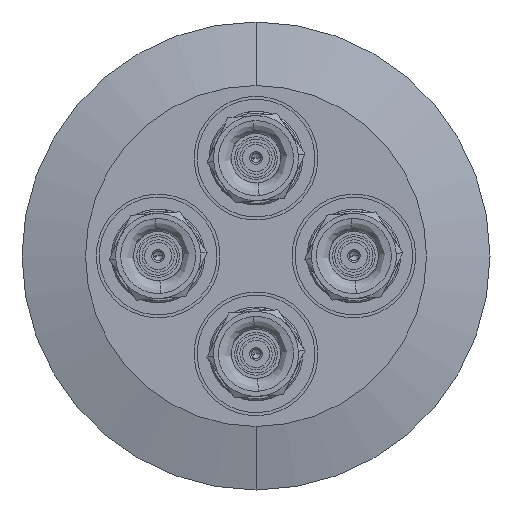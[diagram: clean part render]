
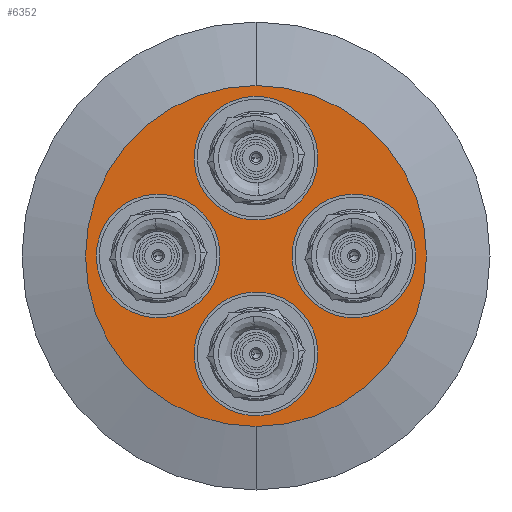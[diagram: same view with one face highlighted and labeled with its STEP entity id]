
A CAD part, front view. The second image highlights one B-rep face of the part: STEP entity #6352.
In plain terms, the highlighted face is planar.
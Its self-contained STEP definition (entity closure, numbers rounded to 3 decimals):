
#112 = CIRCLE ( 'NONE', #7086, 6.35 ) ;
#125 = DIRECTION ( 'NONE',  ( -1., 0., 0. ) ) ;
#224 = AXIS2_PLACEMENT_3D ( 'NONE', #6204, #2177, #6876 ) ;
#263 = VERTEX_POINT ( 'NONE', #4412 ) ;
#382 = CARTESIAN_POINT ( 'NONE',  ( 5., 0., 5.15 ) ) ;
#390 = ORIENTED_EDGE ( 'NONE', *, *, #8306, .T. ) ;
#506 = CIRCLE ( 'NONE', #7910, 6.35 ) ;
#546 = DIRECTION ( 'NONE',  ( -1., 0., 0. ) ) ;
#659 = DIRECTION ( 'NONE',  ( 0., 0., 1. ) ) ;
#745 = VERTEX_POINT ( 'NONE', #4875 ) ;
#880 = CARTESIAN_POINT ( 'NONE',  ( 5., 0., -11.5 ) ) ;
#1238 = DIRECTION ( 'NONE',  ( 0., 0., 1. ) ) ;
#1287 = CARTESIAN_POINT ( 'NONE',  ( 5., -11.5, 0. ) ) ;
#1311 = DIRECTION ( 'NONE',  ( 1., 0., 0. ) ) ;
#1423 = DIRECTION ( 'NONE',  ( 0., 0., 1. ) ) ;
#1472 = VERTEX_POINT ( 'NONE', #5038 ) ;
#1479 = CARTESIAN_POINT ( 'NONE',  ( 5., -11.5, 0. ) ) ;
#1553 = DIRECTION ( 'NONE',  ( 0., 0., 1. ) ) ;
#1652 = VERTEX_POINT ( 'NONE', #382 ) ;
#1787 = EDGE_CURVE ( 'NONE', #8295, #1472, #4354, .T. ) ;
#2015 = AXIS2_PLACEMENT_3D ( 'NONE', #8184, #125, #7556 ) ;
#2026 = VERTEX_POINT ( 'NONE', #4556 ) ;
#2148 = CIRCLE ( 'NONE', #7146, 6.35 ) ;
#2158 = DIRECTION ( 'NONE',  ( 0., 0., 1. ) ) ;
#2177 = DIRECTION ( 'NONE',  ( 1., 0., 0. ) ) ;
#2250 = DIRECTION ( 'NONE',  ( -1., 0., 0. ) ) ;
#2305 = AXIS2_PLACEMENT_3D ( 'NONE', #7218, #3225, #7884 ) ;
#2410 = EDGE_CURVE ( 'NONE', #5886, #263, #112, .T. ) ;
#2544 = ORIENTED_EDGE ( 'NONE', *, *, #4498, .T. ) ;
#2750 = CARTESIAN_POINT ( 'NONE',  ( 5., 11.5, 0. ) ) ;
#2931 = ORIENTED_EDGE ( 'NONE', *, *, #3185, .T. ) ;
#3054 = FACE_BOUND ( 'NONE', #5493, .T. ) ;
#3074 = CIRCLE ( 'NONE', #2305, 20.036 ) ;
#3132 = EDGE_CURVE ( 'NONE', #5441, #2026, #7742, .T. ) ;
#3180 = CIRCLE ( 'NONE', #224, 20.036 ) ;
#3185 = EDGE_CURVE ( 'NONE', #2026, #5441, #506, .T. ) ;
#3225 = DIRECTION ( 'NONE',  ( 1., 0., 0. ) ) ;
#3298 = ORIENTED_EDGE ( 'NONE', *, *, #3132, .T. ) ;
#3666 = CARTESIAN_POINT ( 'NONE',  ( 5., 0., 20.036 ) ) ;
#3799 = FACE_OUTER_BOUND ( 'NONE', #4259, .T. ) ;
#3981 = CARTESIAN_POINT ( 'NONE',  ( 5., 0., 11.5 ) ) ;
#3992 = CARTESIAN_POINT ( 'NONE',  ( 5., 0., 0. ) ) ;
#4051 = VERTEX_POINT ( 'NONE', #3666 ) ;
#4259 = EDGE_LOOP ( 'NONE', ( #8623, #390 ) ) ;
#4351 = AXIS2_PLACEMENT_3D ( 'NONE', #2750, #4720, #659 ) ;
#4354 = CIRCLE ( 'NONE', #2015, 6.35 ) ;
#4412 = CARTESIAN_POINT ( 'NONE',  ( 5., -11.5, -6.35 ) ) ;
#4498 = EDGE_CURVE ( 'NONE', #6297, #1652, #4626, .T. ) ;
#4556 = CARTESIAN_POINT ( 'NONE',  ( 5., 11.5, -6.35 ) ) ;
#4569 = ORIENTED_EDGE ( 'NONE', *, *, #1787, .T. ) ;
#4570 = CARTESIAN_POINT ( 'NONE',  ( 5., 0., 11.5 ) ) ;
#4593 = ORIENTED_EDGE ( 'NONE', *, *, #4808, .T. ) ;
#4620 = DIRECTION ( 'NONE',  ( -1., 0., 0. ) ) ;
#4626 = CIRCLE ( 'NONE', #5299, 6.35 ) ;
#4720 = DIRECTION ( 'NONE',  ( -1., 0., 0. ) ) ;
#4722 = FACE_BOUND ( 'NONE', #7010, .T. ) ;
#4808 = EDGE_CURVE ( 'NONE', #1652, #6297, #8470, .T. ) ;
#4834 = EDGE_LOOP ( 'NONE', ( #2544, #4593 ) ) ;
#4837 = CARTESIAN_POINT ( 'NONE',  ( 5., -11.5, 6.35 ) ) ;
#4875 = CARTESIAN_POINT ( 'NONE',  ( 5., 0., -20.036 ) ) ;
#4991 = EDGE_CURVE ( 'NONE', #1472, #8295, #2148, .T. ) ;
#5038 = CARTESIAN_POINT ( 'NONE',  ( 5., 0., -5.15 ) ) ;
#5046 = EDGE_LOOP ( 'NONE', ( #3298, #2931 ) ) ;
#5233 = DIRECTION ( 'NONE',  ( 0., 0., 1. ) ) ;
#5299 = AXIS2_PLACEMENT_3D ( 'NONE', #3981, #2250, #1423 ) ;
#5348 = PLANE ( 'NONE',  #7638 ) ;
#5441 = VERTEX_POINT ( 'NONE', #7558 ) ;
#5493 = EDGE_LOOP ( 'NONE', ( #7927, #7482 ) ) ;
#5565 = DIRECTION ( 'NONE',  ( -1., 0., 0. ) ) ;
#5886 = VERTEX_POINT ( 'NONE', #4837 ) ;
#5887 = FACE_BOUND ( 'NONE', #5046, .T. ) ;
#5952 = CARTESIAN_POINT ( 'NONE',  ( 5., 0., 17.85 ) ) ;
#6008 = DIRECTION ( 'NONE',  ( 0., 0., -1. ) ) ;
#6174 = CARTESIAN_POINT ( 'NONE',  ( 5., 0., -17.85 ) ) ;
#6183 = DIRECTION ( 'NONE',  ( -1., 0., 0. ) ) ;
#6186 = CIRCLE ( 'NONE', #6257, 6.35 ) ;
#6204 = CARTESIAN_POINT ( 'NONE',  ( 5., 0., 0. ) ) ;
#6209 = ORIENTED_EDGE ( 'NONE', *, *, #4991, .T. ) ;
#6257 = AXIS2_PLACEMENT_3D ( 'NONE', #1479, #6183, #2158 ) ;
#6297 = VERTEX_POINT ( 'NONE', #5952 ) ;
#6352 = ADVANCED_FACE ( 'NONE', ( #5887, #4722, #3054, #8371, #3799 ), #5348, .T. ) ;
#6675 = DIRECTION ( 'NONE',  ( -1., 0., 0. ) ) ;
#6743 = CARTESIAN_POINT ( 'NONE',  ( 5., 11.5, 0. ) ) ;
#6876 = DIRECTION ( 'NONE',  ( 0., 0., -1. ) ) ;
#7010 = EDGE_LOOP ( 'NONE', ( #6209, #4569 ) ) ;
#7038 = EDGE_CURVE ( 'NONE', #263, #5886, #6186, .T. ) ;
#7086 = AXIS2_PLACEMENT_3D ( 'NONE', #1287, #4620, #1238 ) ;
#7146 = AXIS2_PLACEMENT_3D ( 'NONE', #880, #5565, #1553 ) ;
#7218 = CARTESIAN_POINT ( 'NONE',  ( 5., 0., 0. ) ) ;
#7482 = ORIENTED_EDGE ( 'NONE', *, *, #7038, .T. ) ;
#7556 = DIRECTION ( 'NONE',  ( 0., 0., 1. ) ) ;
#7558 = CARTESIAN_POINT ( 'NONE',  ( 5., 11.5, 6.35 ) ) ;
#7638 = AXIS2_PLACEMENT_3D ( 'NONE', #3992, #1311, #6008 ) ;
#7742 = CIRCLE ( 'NONE', #4351, 6.35 ) ;
#7884 = DIRECTION ( 'NONE',  ( 0., 0., -1. ) ) ;
#7910 = AXIS2_PLACEMENT_3D ( 'NONE', #6743, #6675, #8636 ) ;
#7927 = ORIENTED_EDGE ( 'NONE', *, *, #2410, .T. ) ;
#8184 = CARTESIAN_POINT ( 'NONE',  ( 5., 0., -11.5 ) ) ;
#8186 = AXIS2_PLACEMENT_3D ( 'NONE', #4570, #546, #5233 ) ;
#8295 = VERTEX_POINT ( 'NONE', #6174 ) ;
#8306 = EDGE_CURVE ( 'NONE', #745, #4051, #3180, .T. ) ;
#8371 = FACE_BOUND ( 'NONE', #4834, .T. ) ;
#8470 = CIRCLE ( 'NONE', #8186, 6.35 ) ;
#8539 = EDGE_CURVE ( 'NONE', #4051, #745, #3074, .T. ) ;
#8623 = ORIENTED_EDGE ( 'NONE', *, *, #8539, .T. ) ;
#8636 = DIRECTION ( 'NONE',  ( 0., 0., 1. ) ) ;
